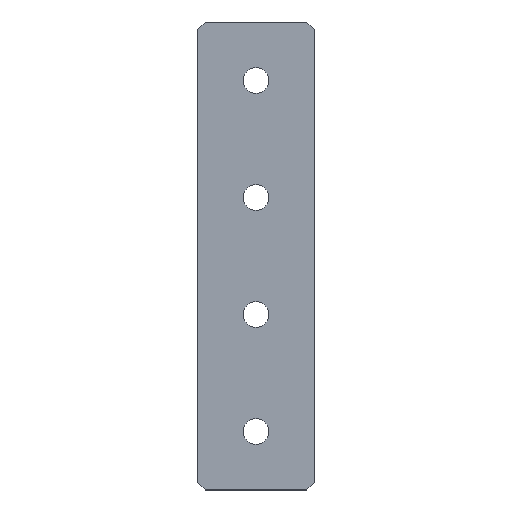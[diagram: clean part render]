
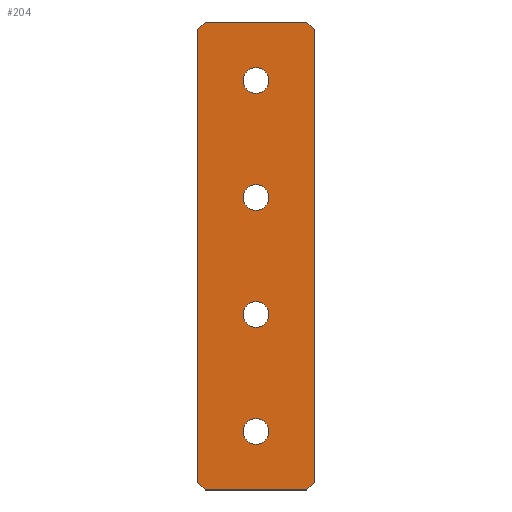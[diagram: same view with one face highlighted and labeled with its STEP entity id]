
A CAD part, top view. The second image highlights one B-rep face of the part: STEP entity #204.
In plain terms, the highlighted planar face has unit normal (0, 0, 1).
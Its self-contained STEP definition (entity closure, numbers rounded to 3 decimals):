
#2 = EDGE_LOOP ( 'NONE', ( #259, #201 ) ) ;
#4 = DIRECTION ( 'NONE',  ( 0., 0., 1. ) ) ;
#5 = CIRCLE ( 'NONE', #112, 3.3 ) ;
#7 = CARTESIAN_POINT ( 'NONE',  ( 0., -15., 2. ) ) ;
#12 = FACE_BOUND ( 'NONE', #2, .T. ) ;
#16 = CIRCLE ( 'NONE', #510, 3.3 ) ;
#30 = VERTEX_POINT ( 'NONE', #124 ) ;
#37 = VERTEX_POINT ( 'NONE', #341 ) ;
#39 = EDGE_CURVE ( 'NONE', #163, #574, #475, .T. ) ;
#40 = CARTESIAN_POINT ( 'NONE',  ( 0., -45., 2. ) ) ;
#42 = LINE ( 'NONE', #430, #65 ) ;
#45 = CARTESIAN_POINT ( 'NONE',  ( -13., -60., 2. ) ) ;
#48 = DIRECTION ( 'NONE',  ( -1., 0., 0. ) ) ;
#49 = CIRCLE ( 'NONE', #514, 3.3 ) ;
#50 = EDGE_CURVE ( 'NONE', #404, #30, #603, .T. ) ;
#51 = VERTEX_POINT ( 'NONE', #566 ) ;
#54 = FACE_BOUND ( 'NONE', #369, .T. ) ;
#57 = EDGE_CURVE ( 'NONE', #376, #413, #416, .T. ) ;
#62 = AXIS2_PLACEMENT_3D ( 'NONE', #493, #208, #48 ) ;
#64 = CARTESIAN_POINT ( 'NONE',  ( 15., 58., 2. ) ) ;
#65 = VECTOR ( 'NONE', #520, 1000. ) ;
#79 = DIRECTION ( 'NONE',  ( 1., 0., 0. ) ) ;
#81 = EDGE_CURVE ( 'NONE', #574, #391, #190, .T. ) ;
#83 = CARTESIAN_POINT ( 'NONE',  ( -15., -60., 2. ) ) ;
#84 = DIRECTION ( 'NONE',  ( 1., 0., 0. ) ) ;
#87 = DIRECTION ( 'NONE',  ( 0., 0., 1. ) ) ;
#90 = LINE ( 'NONE', #178, #554 ) ;
#91 = VERTEX_POINT ( 'NONE', #619 ) ;
#92 = LINE ( 'NONE', #450, #608 ) ;
#102 = CARTESIAN_POINT ( 'NONE',  ( 0., -15., 2. ) ) ;
#112 = AXIS2_PLACEMENT_3D ( 'NONE', #102, #310, #312 ) ;
#124 = CARTESIAN_POINT ( 'NONE',  ( 3.3, 15., 2. ) ) ;
#133 = DIRECTION ( 'NONE',  ( 0.707, -0.707, 0. ) ) ;
#134 = VECTOR ( 'NONE', #390, 1000. ) ;
#138 = EDGE_CURVE ( 'NONE', #391, #37, #90, .T. ) ;
#144 = CIRCLE ( 'NONE', #396, 3.3 ) ;
#148 = DIRECTION ( 'NONE',  ( -0.707, -0.707, 0. ) ) ;
#159 = AXIS2_PLACEMENT_3D ( 'NONE', #449, #4, #203 ) ;
#163 = VERTEX_POINT ( 'NONE', #333 ) ;
#171 = EDGE_CURVE ( 'NONE', #591, #91, #144, .T. ) ;
#178 = CARTESIAN_POINT ( 'NONE',  ( 13., 60., 2. ) ) ;
#183 = DIRECTION ( 'NONE',  ( -0.707, 0.707, 0. ) ) ;
#185 = CARTESIAN_POINT ( 'NONE',  ( 0., -45., 2. ) ) ;
#190 = LINE ( 'NONE', #576, #350 ) ;
#191 = ORIENTED_EDGE ( 'NONE', *, *, #50, .F. ) ;
#193 = DIRECTION ( 'NONE',  ( 1., 0., 0. ) ) ;
#201 = ORIENTED_EDGE ( 'NONE', *, *, #171, .F. ) ;
#203 = DIRECTION ( 'NONE',  ( 1., 0., 0. ) ) ;
#204 = ADVANCED_FACE ( 'NONE', ( #12, #583, #54, #360, #353 ), #298, .F. ) ;
#205 = AXIS2_PLACEMENT_3D ( 'NONE', #185, #87, #424 ) ;
#206 = ORIENTED_EDGE ( 'NONE', *, *, #138, .T. ) ;
#208 = DIRECTION ( 'NONE',  ( 0., 0., -1. ) ) ;
#216 = VERTEX_POINT ( 'NONE', #45 ) ;
#220 = ORIENTED_EDGE ( 'NONE', *, *, #223, .F. ) ;
#221 = EDGE_LOOP ( 'NONE', ( #519, #289, #348, #550, #406, #206, #441, #361 ) ) ;
#222 = CARTESIAN_POINT ( 'NONE',  ( -3.3, -45., 2. ) ) ;
#223 = EDGE_CURVE ( 'NONE', #51, #342, #5, .T. ) ;
#236 = EDGE_CURVE ( 'NONE', #30, #404, #16, .T. ) ;
#238 = CARTESIAN_POINT ( 'NONE',  ( 0., 15., 2. ) ) ;
#241 = DIRECTION ( 'NONE',  ( 0., 0., 1. ) ) ;
#244 = CARTESIAN_POINT ( 'NONE',  ( 0., 45., 2. ) ) ;
#247 = ORIENTED_EDGE ( 'NONE', *, *, #526, .F. ) ;
#250 = LINE ( 'NONE', #254, #134 ) ;
#254 = CARTESIAN_POINT ( 'NONE',  ( -15., -60., 2. ) ) ;
#255 = VECTOR ( 'NONE', #529, 1000. ) ;
#259 = ORIENTED_EDGE ( 'NONE', *, *, #302, .F. ) ;
#289 = ORIENTED_EDGE ( 'NONE', *, *, #595, .T. ) ;
#295 = DIRECTION ( 'NONE',  ( 1., 0., 0. ) ) ;
#298 = PLANE ( 'NONE',  #62 ) ;
#299 = VECTOR ( 'NONE', #79, 1000. ) ;
#300 = EDGE_CURVE ( 'NONE', #505, #600, #250, .T. ) ;
#302 = EDGE_CURVE ( 'NONE', #91, #591, #444, .T. ) ;
#304 = DIRECTION ( 'NONE',  ( 1., 0., 0. ) ) ;
#310 = DIRECTION ( 'NONE',  ( 0., 0., 1. ) ) ;
#312 = DIRECTION ( 'NONE',  ( 1., 0., 0. ) ) ;
#313 = EDGE_CURVE ( 'NONE', #534, #505, #351, .T. ) ;
#333 = CARTESIAN_POINT ( 'NONE',  ( 13., -60., 2. ) ) ;
#336 = DIRECTION ( 'NONE',  ( 0., 0., 1. ) ) ;
#339 = AXIS2_PLACEMENT_3D ( 'NONE', #238, #336, #84 ) ;
#341 = CARTESIAN_POINT ( 'NONE',  ( 13., 60., 2. ) ) ;
#342 = VERTEX_POINT ( 'NONE', #407 ) ;
#348 = ORIENTED_EDGE ( 'NONE', *, *, #503, .T. ) ;
#349 = CARTESIAN_POINT ( 'NONE',  ( 15., -58., 2. ) ) ;
#350 = VECTOR ( 'NONE', #387, 1000. ) ;
#351 = LINE ( 'NONE', #538, #521 ) ;
#353 = FACE_OUTER_BOUND ( 'NONE', #221, .T. ) ;
#360 = FACE_BOUND ( 'NONE', #395, .T. ) ;
#361 = ORIENTED_EDGE ( 'NONE', *, *, #313, .T. ) ;
#363 = DIRECTION ( 'NONE',  ( 0., 0., 1. ) ) ;
#366 = EDGE_LOOP ( 'NONE', ( #483, #191 ) ) ;
#369 = EDGE_LOOP ( 'NONE', ( #220, #247 ) ) ;
#376 = VERTEX_POINT ( 'NONE', #222 ) ;
#387 = DIRECTION ( 'NONE',  ( 0., 1., 0. ) ) ;
#390 = DIRECTION ( 'NONE',  ( 0., -1., 0. ) ) ;
#391 = VERTEX_POINT ( 'NONE', #64 ) ;
#392 = CARTESIAN_POINT ( 'NONE',  ( -3.3, 45., 2. ) ) ;
#395 = EDGE_LOOP ( 'NONE', ( #458, #553 ) ) ;
#396 = AXIS2_PLACEMENT_3D ( 'NONE', #244, #625, #193 ) ;
#403 = DIRECTION ( 'NONE',  ( 1., 0., 0. ) ) ;
#404 = VERTEX_POINT ( 'NONE', #414 ) ;
#406 = ORIENTED_EDGE ( 'NONE', *, *, #81, .T. ) ;
#407 = CARTESIAN_POINT ( 'NONE',  ( -3.3, -15., 2. ) ) ;
#413 = VERTEX_POINT ( 'NONE', #427 ) ;
#414 = CARTESIAN_POINT ( 'NONE',  ( -3.3, 15., 2. ) ) ;
#415 = EDGE_CURVE ( 'NONE', #37, #534, #42, .T. ) ;
#416 = CIRCLE ( 'NONE', #610, 3.3 ) ;
#424 = DIRECTION ( 'NONE',  ( 1., 0., 0. ) ) ;
#427 = CARTESIAN_POINT ( 'NONE',  ( 3.3, -45., 2. ) ) ;
#430 = CARTESIAN_POINT ( 'NONE',  ( -15., 60., 2. ) ) ;
#441 = ORIENTED_EDGE ( 'NONE', *, *, #415, .T. ) ;
#444 = CIRCLE ( 'NONE', #159, 3.3 ) ;
#449 = CARTESIAN_POINT ( 'NONE',  ( 0., 45., 2. ) ) ;
#450 = CARTESIAN_POINT ( 'NONE',  ( -13., -60., 2. ) ) ;
#454 = DIRECTION ( 'NONE',  ( 0., 0., 1. ) ) ;
#458 = ORIENTED_EDGE ( 'NONE', *, *, #479, .F. ) ;
#470 = LINE ( 'NONE', #83, #299 ) ;
#475 = LINE ( 'NONE', #481, #255 ) ;
#479 = EDGE_CURVE ( 'NONE', #413, #376, #531, .T. ) ;
#481 = CARTESIAN_POINT ( 'NONE',  ( 15., -58., 2. ) ) ;
#483 = ORIENTED_EDGE ( 'NONE', *, *, #236, .F. ) ;
#485 = CARTESIAN_POINT ( 'NONE',  ( -15., 58., 2. ) ) ;
#488 = CARTESIAN_POINT ( 'NONE',  ( -15., -58., 2. ) ) ;
#493 = CARTESIAN_POINT ( 'NONE',  ( 0., 0., 2. ) ) ;
#498 = CARTESIAN_POINT ( 'NONE',  ( -13., 60., 2. ) ) ;
#502 = CARTESIAN_POINT ( 'NONE',  ( 0., 15., 2. ) ) ;
#503 = EDGE_CURVE ( 'NONE', #216, #163, #470, .T. ) ;
#505 = VERTEX_POINT ( 'NONE', #485 ) ;
#510 = AXIS2_PLACEMENT_3D ( 'NONE', #502, #363, #403 ) ;
#514 = AXIS2_PLACEMENT_3D ( 'NONE', #7, #454, #304 ) ;
#519 = ORIENTED_EDGE ( 'NONE', *, *, #300, .T. ) ;
#520 = DIRECTION ( 'NONE',  ( -1., 0., 0. ) ) ;
#521 = VECTOR ( 'NONE', #148, 1000. ) ;
#526 = EDGE_CURVE ( 'NONE', #342, #51, #49, .T. ) ;
#529 = DIRECTION ( 'NONE',  ( 0.707, 0.707, 0. ) ) ;
#531 = CIRCLE ( 'NONE', #205, 3.3 ) ;
#534 = VERTEX_POINT ( 'NONE', #498 ) ;
#538 = CARTESIAN_POINT ( 'NONE',  ( -15., 58., 2. ) ) ;
#550 = ORIENTED_EDGE ( 'NONE', *, *, #39, .T. ) ;
#553 = ORIENTED_EDGE ( 'NONE', *, *, #57, .F. ) ;
#554 = VECTOR ( 'NONE', #183, 1000. ) ;
#566 = CARTESIAN_POINT ( 'NONE',  ( 3.3, -15., 2. ) ) ;
#574 = VERTEX_POINT ( 'NONE', #349 ) ;
#576 = CARTESIAN_POINT ( 'NONE',  ( 15., -60., 2. ) ) ;
#583 = FACE_BOUND ( 'NONE', #366, .T. ) ;
#591 = VERTEX_POINT ( 'NONE', #392 ) ;
#595 = EDGE_CURVE ( 'NONE', #600, #216, #92, .T. ) ;
#600 = VERTEX_POINT ( 'NONE', #488 ) ;
#603 = CIRCLE ( 'NONE', #339, 3.3 ) ;
#608 = VECTOR ( 'NONE', #133, 1000. ) ;
#610 = AXIS2_PLACEMENT_3D ( 'NONE', #40, #241, #295 ) ;
#619 = CARTESIAN_POINT ( 'NONE',  ( 3.3, 45., 2. ) ) ;
#625 = DIRECTION ( 'NONE',  ( 0., 0., 1. ) ) ;
